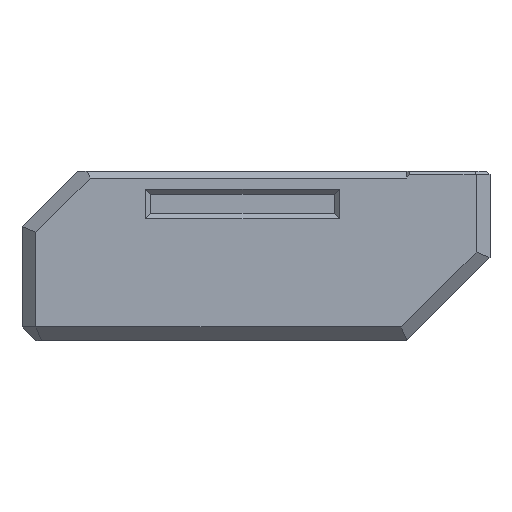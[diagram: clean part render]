
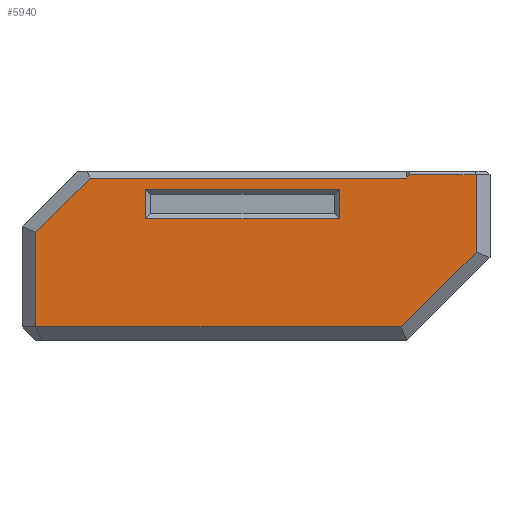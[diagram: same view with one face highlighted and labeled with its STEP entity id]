
A CAD part, front view. The second image highlights one B-rep face of the part: STEP entity #5940.
In plain terms, the highlighted planar face has unit normal (0, -1, 0).
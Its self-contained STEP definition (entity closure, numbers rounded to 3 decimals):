
#115=FACE_BOUND('',#765,.T.);
#393=FACE_OUTER_BOUND('',#764,.T.);
#764=EDGE_LOOP('',(#4163,#4164,#4165,#4166,#4167,#4168,#4169,#4170));
#765=EDGE_LOOP('',(#4171,#4172,#4173,#4174));
#1244=LINE('',#8847,#1930);
#1251=LINE('',#8862,#1937);
#1255=LINE('',#8872,#1941);
#1256=LINE('',#8874,#1942);
#1257=LINE('',#8876,#1943);
#1258=LINE('',#8878,#1944);
#1259=LINE('',#8880,#1945);
#1260=LINE('',#8882,#1946);
#1261=LINE('',#8884,#1947);
#1262=LINE('',#8885,#1948);
#1263=LINE('',#8886,#1949);
#1264=LINE('',#8887,#1950);
#1930=VECTOR('',#7033,10.);
#1937=VECTOR('',#7044,10.);
#1941=VECTOR('',#7052,1000.);
#1942=VECTOR('',#7053,1000.);
#1943=VECTOR('',#7054,1000.);
#1944=VECTOR('',#7055,1000.);
#1945=VECTOR('',#7056,1000.);
#1946=VECTOR('',#7057,1000.);
#1947=VECTOR('',#7058,1000.);
#1948=VECTOR('',#7059,1000.);
#1949=VECTOR('',#7060,10.);
#1950=VECTOR('',#7061,10.);
#2617=VERTEX_POINT('',#8840);
#2620=VERTEX_POINT('',#8845);
#2623=VERTEX_POINT('',#8855);
#2626=VERTEX_POINT('',#8860);
#2629=VERTEX_POINT('',#8870);
#2630=VERTEX_POINT('',#8871);
#2631=VERTEX_POINT('',#8873);
#2632=VERTEX_POINT('',#8875);
#2633=VERTEX_POINT('',#8877);
#2634=VERTEX_POINT('',#8879);
#2635=VERTEX_POINT('',#8881);
#2636=VERTEX_POINT('',#8883);
#3197=EDGE_CURVE('',#2620,#2617,#1244,.T.);
#3204=EDGE_CURVE('',#2626,#2623,#1251,.T.);
#3208=EDGE_CURVE('',#2629,#2630,#1255,.F.);
#3209=EDGE_CURVE('',#2630,#2631,#1256,.T.);
#3210=EDGE_CURVE('',#2631,#2632,#1257,.T.);
#3211=EDGE_CURVE('',#2632,#2633,#1258,.T.);
#3212=EDGE_CURVE('',#2633,#2634,#1259,.T.);
#3213=EDGE_CURVE('',#2634,#2635,#1260,.F.);
#3214=EDGE_CURVE('',#2635,#2636,#1261,.F.);
#3215=EDGE_CURVE('',#2636,#2629,#1262,.T.);
#3216=EDGE_CURVE('',#2620,#2623,#1263,.T.);
#3217=EDGE_CURVE('',#2626,#2617,#1264,.T.);
#4163=ORIENTED_EDGE('',*,*,#3208,.T.);
#4164=ORIENTED_EDGE('',*,*,#3209,.T.);
#4165=ORIENTED_EDGE('',*,*,#3210,.T.);
#4166=ORIENTED_EDGE('',*,*,#3211,.T.);
#4167=ORIENTED_EDGE('',*,*,#3212,.T.);
#4168=ORIENTED_EDGE('',*,*,#3213,.T.);
#4169=ORIENTED_EDGE('',*,*,#3214,.T.);
#4170=ORIENTED_EDGE('',*,*,#3215,.T.);
#4171=ORIENTED_EDGE('',*,*,#3216,.T.);
#4172=ORIENTED_EDGE('',*,*,#3204,.F.);
#4173=ORIENTED_EDGE('',*,*,#3217,.T.);
#4174=ORIENTED_EDGE('',*,*,#3197,.F.);
#5680=PLANE('',#6345);
#5940=ADVANCED_FACE('',(#393,#115),#5680,.F.);
#6345=AXIS2_PLACEMENT_3D('',#8869,#7050,#7051);
#7033=DIRECTION('',(1.,0.,0.));
#7044=DIRECTION('',(-1.,0.,0.));
#7050=DIRECTION('center_axis',(0.,1.,0.));
#7051=DIRECTION('ref_axis',(0.,0.,1.));
#7052=DIRECTION('',(1.,0.,0.));
#7053=DIRECTION('',(-0.707,0.,-0.707));
#7054=DIRECTION('',(0.,0.,-1.));
#7055=DIRECTION('',(1.,0.,0.));
#7056=DIRECTION('',(0.707,0.,0.707));
#7057=DIRECTION('',(0.,0.,-1.));
#7058=DIRECTION('',(1.,0.,0.));
#7059=DIRECTION('',(-0.577,0.,-0.816));
#7060=DIRECTION('',(0.,0.,1.));
#7061=DIRECTION('',(0.,0.,-1.));
#8840=CARTESIAN_POINT('',(8.25,-77.5,5.15));
#8845=CARTESIAN_POINT('',(-19.75,-77.5,5.15));
#8847=CARTESIAN_POINT('',(-24.5,-77.5,5.15));
#8855=CARTESIAN_POINT('',(-19.75,-77.5,9.4));
#8860=CARTESIAN_POINT('',(8.25,-77.5,9.4));
#8862=CARTESIAN_POINT('',(-15.,-77.5,9.4));
#8869=CARTESIAN_POINT('Origin',(-30.,-77.5,10.));
#8870=CARTESIAN_POINT('',(18.,-77.5,11.));
#8871=CARTESIAN_POINT('',(-27.772,-77.5,11.));
#8872=CARTESIAN_POINT('',(-30.,-77.5,11.));
#8873=CARTESIAN_POINT('',(-35.6,-77.5,3.172));
#8874=CARTESIAN_POINT('',(-29.386,-77.5,9.386));
#8875=CARTESIAN_POINT('',(-35.6,-77.5,-10.5));
#8876=CARTESIAN_POINT('',(-35.6,-77.5,10.));
#8877=CARTESIAN_POINT('',(17.172,-77.5,-10.5));
#8878=CARTESIAN_POINT('',(-30.,-77.5,-10.5));
#8879=CARTESIAN_POINT('',(28.,-77.5,0.328));
#8880=CARTESIAN_POINT('',(25.586,-77.5,-2.086));
#8881=CARTESIAN_POINT('',(28.,-77.5,11.5));
#8882=CARTESIAN_POINT('',(28.,-77.5,10.));
#8883=CARTESIAN_POINT('',(18.354,-77.5,11.5));
#8884=CARTESIAN_POINT('',(-30.,-77.5,11.5));
#8885=CARTESIAN_POINT('',(1.529,-77.5,-12.294));
#8886=CARTESIAN_POINT('',(-19.75,-77.5,7.975));
#8887=CARTESIAN_POINT('',(8.25,-77.5,9.3));
